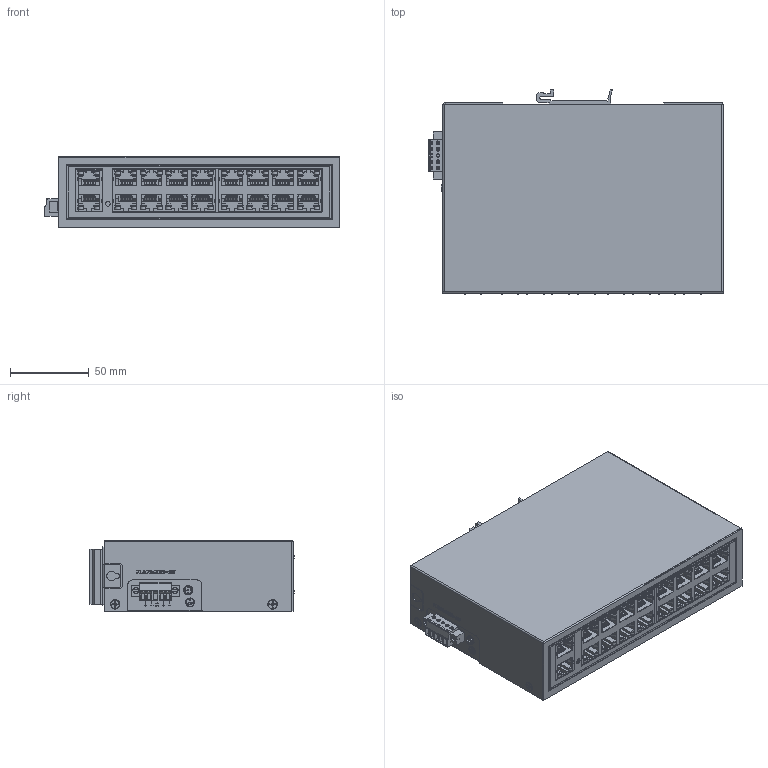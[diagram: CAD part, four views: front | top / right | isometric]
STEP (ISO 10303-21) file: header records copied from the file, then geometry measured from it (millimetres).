
FILE_DESCRIPTION((''),'2;1');
FILE_NAME('16K-001_ASM','2023-05-07T',('Administrator'),(''),'PRO/ENGINEER BY PARAMETRIC TECHNOLOGY CORPORATION, 2011310','PRO/ENGINEER BY PARAMETRIC TECHNOLOGY CORPORATION, 2011310','');
FILE_SCHEMA(('CONFIG_CONTROL_DESIGN'));
Products named in the file (66): BODY_64; BODY_63; BODY_62; BODY_61; BODY_60; BODY_59; BODY_58; BODY_57; BODY_56; BODY_55; BODY_54; BODY_53; BODY_52; BODY_51; BODY_50; BODY_49; BODY_48; PRT0031; PRT0032; PRT0033; PRT0034; PRT0035; PRT0036; PRT0037; PRT0038; PRT0039; PRT0040; PRT0041; PRT0042; PRT0043; PRT0044; PRT0045; PRT0046; PRT0047; PRT0048; PRT0049; PRT0050; PRT0051; PRT0052; PRT0053 ...
Assembly tree (65 placements, depth 2):
  16K-001_ASM
    BODY_64
    BODY_63
    BODY_62
    BODY_61
    BODY_60
    BODY_59
    BODY_58
    BODY_57
    BODY_56
    BODY_55
    BODY_54
    BODY_53
    BODY_52
    BODY_51
    BODY_50
    BODY_49
    BODY_48
    PRT0031
    PRT0032
    PRT0033
    PRT0034
    PRT0035
    PRT0036
    PRT0037
    PRT0038
    PRT0039
    PRT0040
    PRT0041
    PRT0042
    PRT0043
    PRT0044
    PRT0045
    PRT0046
    PRT0047
    PRT0048
    PRT0049
    PRT0050
    PRT0051
    PRT0052
    PRT0053
    PRT0054
    PRT0055
    PRT0056
    PRT0057
    PRT0058
    PRT0059
    PRT0060
    PRT0061
    PRT0062
    PRT0063
    PRT0064
    PRT0065
    PRT0066
    PRT0067
    PRT0068
    PRT0069
    PRT0070
    PRT0071
    PRT0072
Bounding box: 187 x 129.58 x 45 mm (x, y, z)
Volume: 101245.8 mm3; surface area: 203839.4 mm2
Topology: 65 solids, 65 shells, 4288 faces, 11853 edges, 7843 vertices
Faces by surface type: plane 3514, cylinder 572, torus 90, cone 72, bspline 40
Entity records: 138297 total; most frequent: CARTESIAN_POINT 26285, ORIENTED_EDGE 23706, DIRECTION 21915, EDGE_CURVE 11853, VECTOR 10163, LINE 10163, VERTEX_POINT 7843, AXIS2_PLACEMENT_3D 5876
